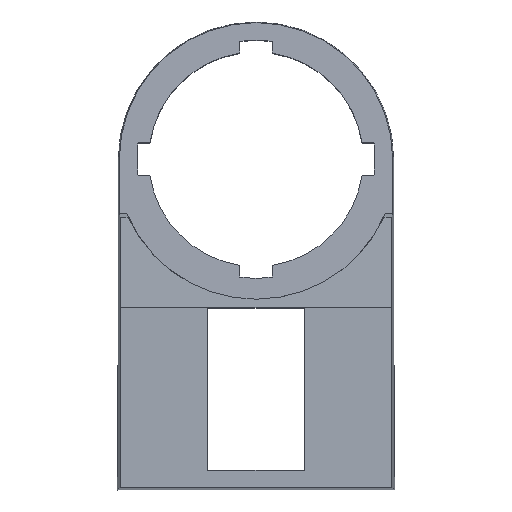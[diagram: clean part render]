
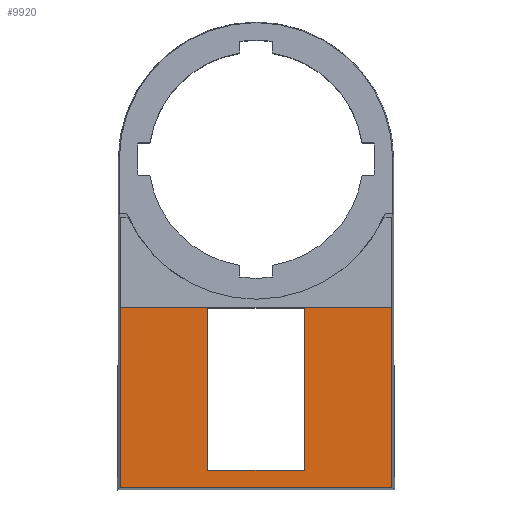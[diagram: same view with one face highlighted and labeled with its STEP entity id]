
A CAD part, top view. The second image highlights one B-rep face of the part: STEP entity #9920.
In plain terms, the highlighted face is planar.
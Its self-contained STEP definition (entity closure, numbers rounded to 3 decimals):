
#520=CARTESIAN_POINT('',(29.309,0.199,
2.187));
#530=VERTEX_POINT('',#520);
#560=CARTESIAN_POINT('',(29.309,0.,2.178));
#570=DIRECTION('',(-0.004,0.999,
0.045));
#580=VECTOR('',#570,1.);
#590=LINE('',#560,#580);
#600=CARTESIAN_POINT('',(29.232,19.5,
3.066));
#610=VERTEX_POINT('',#600);
#620=EDGE_CURVE('',#530,#610,#590,.T.);
#3540=CARTESIAN_POINT('',(9.6,19.5,
3.066));
#3550=VERTEX_POINT('',#3540);
#3560=CARTESIAN_POINT('',(19.9,19.5,
3.066));
#3570=VERTEX_POINT('',#3560);
#3600=CARTESIAN_POINT('',(0.,19.5,3.066));
#3610=DIRECTION('',(1.,0.,
0.));
#3620=VECTOR('',#3610,1.);
#3630=LINE('',#3600,#3620);
#3640=CARTESIAN_POINT('',(0.268,19.5,
3.066));
#3650=VERTEX_POINT('',#3640);
#3660=EDGE_CURVE('',#3650,#3550,#3630,.T.);
#4000=EDGE_CURVE('',#3570,#610,#3630,.T.);
#7880=CARTESIAN_POINT('',(19.9,0.,2.178));
#7890=DIRECTION('',(0.,0.999,
0.045));
#7900=VECTOR('',#7890,1.);
#7910=LINE('',#7880,#7900);
#7920=CARTESIAN_POINT('',(19.9,2.057,
2.272));
#7930=VERTEX_POINT('',#7920);
#7940=EDGE_CURVE('',#7930,#3570,#7910,.T.);
#8420=CARTESIAN_POINT('',(0.191,0.199,
2.187));
#8430=VERTEX_POINT('',#8420);
#8460=CARTESIAN_POINT('',(0.,0.199,2.187));
#8470=DIRECTION('',(1.,0.,
0.));
#8480=VECTOR('',#8470,1.);
#8490=LINE('',#8460,#8480);
#8500=EDGE_CURVE('',#8430,#530,#8490,.T.);
#9600=CARTESIAN_POINT('',(-0.436,-0.19,
2.17));
#9610=DIRECTION('',(0.,-0.045,
0.999));
#9620=DIRECTION('',(0.,0.999,
0.045));
#9630=AXIS2_PLACEMENT_3D('',#9600,#9610,#9620);
#9640=PLANE('',#9630);
#9650=ORIENTED_EDGE('',*,*,#620,.T.);
#9660=ORIENTED_EDGE('',*,*,#8500,.T.);
#9670=CARTESIAN_POINT('',(0.191,0.,2.178));
#9680=DIRECTION('',(-0.004,-0.999,
-0.045));
#9690=VECTOR('',#9680,1.);
#9700=LINE('',#9670,#9690);
#9710=EDGE_CURVE('',#3650,#8430,#9700,.T.);
#9720=ORIENTED_EDGE('',*,*,#9710,.T.);
#9730=ORIENTED_EDGE('',*,*,#3660,.F.);
#9740=CARTESIAN_POINT('',(9.6,0.,2.178));
#9750=DIRECTION('',(0.,0.999,
0.045));
#9760=VECTOR('',#9750,1.);
#9770=LINE('',#9740,#9760);
#9780=CARTESIAN_POINT('',(9.6,2.057,
2.272));
#9790=VERTEX_POINT('',#9780);
#9800=EDGE_CURVE('',#9790,#3550,#9770,.T.);
#9810=ORIENTED_EDGE('',*,*,#9800,.T.);
#9820=CARTESIAN_POINT('',(0.,2.057,2.272));
#9830=DIRECTION('',(-1.,0.,
0.));
#9840=VECTOR('',#9830,1.);
#9850=LINE('',#9820,#9840);
#9860=EDGE_CURVE('',#7930,#9790,#9850,.T.);
#9870=ORIENTED_EDGE('',*,*,#9860,.T.);
#9880=ORIENTED_EDGE('',*,*,#7940,.F.);
#9890=ORIENTED_EDGE('',*,*,#4000,.F.);
#9900=EDGE_LOOP('',(#9890,#9880,#9870,#9810,#9730,#9720,#9660,#9650));
#9910=FACE_OUTER_BOUND('',#9900,.T.);
#9920=ADVANCED_FACE('',(#9910),#9640,.T.);
